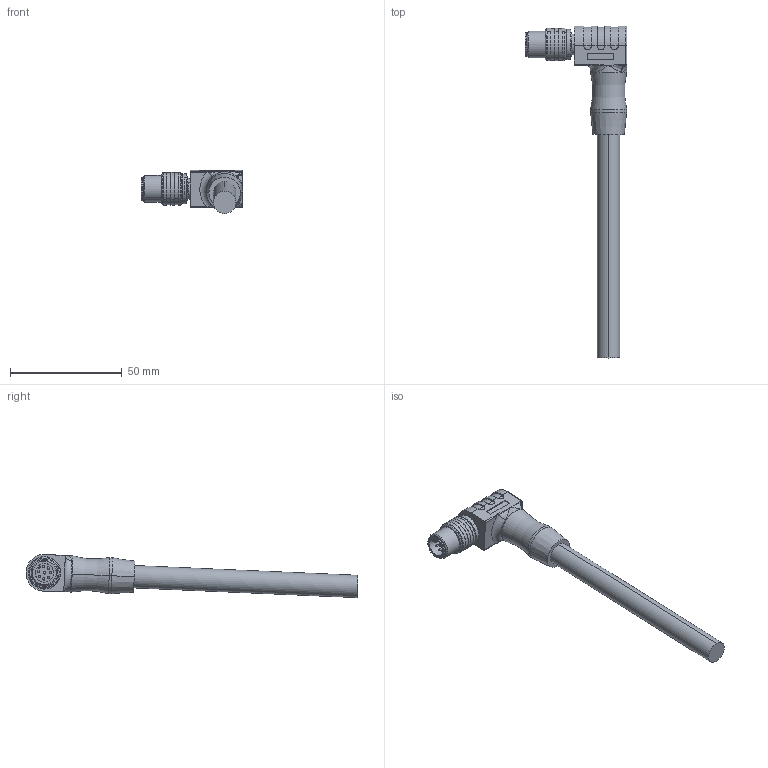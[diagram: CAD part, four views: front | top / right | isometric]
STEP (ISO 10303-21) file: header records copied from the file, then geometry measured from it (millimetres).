
FILE_DESCRIPTION((''),'2;1');
FILE_NAME('ELZ8-M-S10_ASM','2019-03-27T',('xin.jin'),(''),'PRO/ENGINEER BY PARAMETRIC TECHNOLOGY CORPORATION, 2012060','PRO/ENGINEER BY PARAMETRIC TECHNOLOGY CORPORATION, 2012060','');
FILE_SCHEMA(('AUTOMOTIVE_DESIGN { 1 0 10303 214 1 1 1 1 }'));
Length unit declared in the file: millimetre
Products named in the file (1): ELZ8-M-S10_ASM
Bounding box: 45.4 x 148.53 x 19.34 mm (x, y, z)
Volume: 21696.4 mm3; surface area: 9749.4 mm2
Topology: 1 solids, 27 shells, 627 faces, 1619 edges, 1011 vertices
Faces by surface type: cylinder 322, plane 211, cone 60, bspline 18, sphere 10, torus 6
Entity records: 20680 total; most frequent: CARTESIAN_POINT 4923, DIRECTION 3535, ORIENTED_EDGE 3178, EDGE_CURVE 1589, AXIS2_PLACEMENT_3D 1431, VERTEX_POINT 1011, CIRCLE 822, EDGE_LOOP 686
